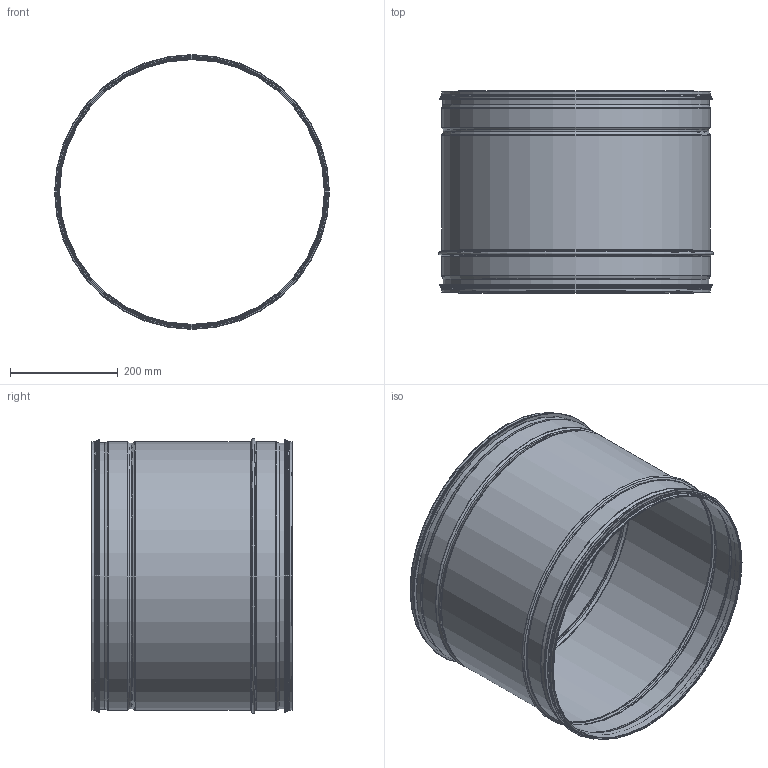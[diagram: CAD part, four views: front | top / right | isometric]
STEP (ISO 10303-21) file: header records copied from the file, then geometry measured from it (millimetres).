
FILE_DESCRIPTION((''),'2;1');
FILE_NAME('CD10010.stp','2014-02-19T15:56:37',(''),(''),'Autodesk Inventor 2013','Autodesk Inventor 2013','');
FILE_SCHEMA(('AUTOMOTIVE_DESIGN { 1 2 10303 214 0 1 1 1 }'));
Length unit declared in the file: millimetre
Products named in the file (3): CD10010; HILRörämne_10; 999010
Assembly tree (3 placements, depth 2):
  CD10010
    HILRörämne_10
    999010  x2
Bounding box: 510.75 x 375 x 510.75 mm (x, y, z)
Volume: 418488.2 mm3; surface area: 1409049 mm2
Topology: 3 solids, 3 shells, 90 faces, 170 edges, 92 vertices
Faces by surface type: torus 36, cylinder 26, cone 16, plane 12
Full cylindrical faces by diameter (mm): 492.95 x1, 493.95 x2, 494.95 x1, 495.15 x2, 497.75 x9, 498.75 x5, 499.75 x2, 504.15 x2, 509.15 x2
Entity records: 1615 total; most frequent: DIRECTION 296, CARTESIAN_POINT 219, AXIS2_PLACEMENT_3D 148, ORIENTED_EDGE 142, EDGE_LOOP 142, STYLED_ITEM 73, VERTEX_POINT 71, CIRCLE 71
